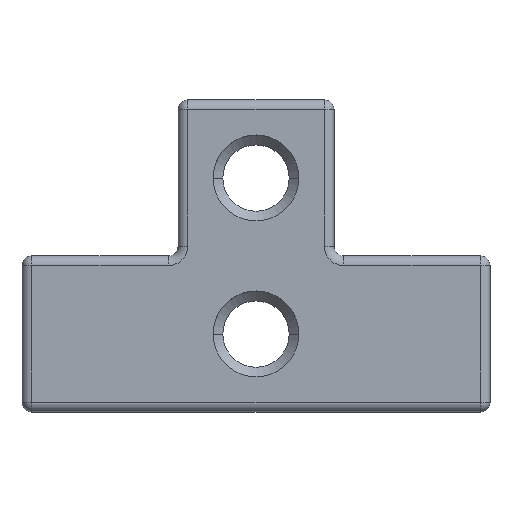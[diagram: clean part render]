
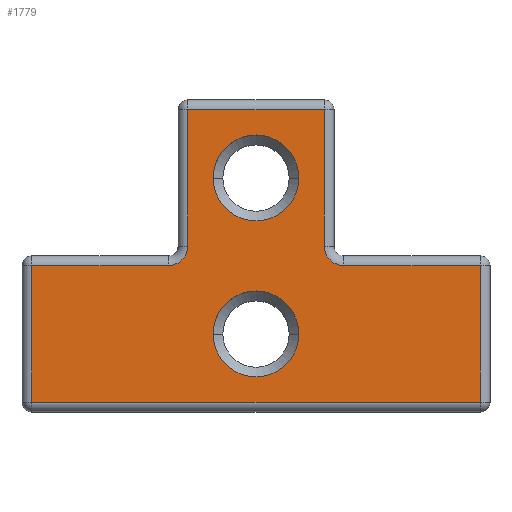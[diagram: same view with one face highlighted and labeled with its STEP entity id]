
A CAD part, top view. The second image highlights one B-rep face of the part: STEP entity #1779.
In plain terms, the highlighted planar face has unit normal (0, 0, 1).
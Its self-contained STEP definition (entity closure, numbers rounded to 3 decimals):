
#72 = FACE_OUTER_BOUND ( 'NONE', #1682, .T. ) ;
#75 = CARTESIAN_POINT ( 'NONE',  ( 3.5, 16., 8. ) ) ;
#88 = VECTOR ( 'NONE', #1552, 1000. ) ;
#114 = CARTESIAN_POINT ( 'NONE',  ( -11.5, 0.5, 8. ) ) ;
#116 = EDGE_CURVE ( 'NONE', #1703, #1330, #2006, .T. ) ;
#130 = AXIS2_PLACEMENT_3D ( 'NONE', #1803, #1474, #818 ) ;
#143 = VERTEX_POINT ( 'NONE', #194 ) ;
#194 = CARTESIAN_POINT ( 'NONE',  ( -4.5, 7.5, 8. ) ) ;
#197 = EDGE_CURVE ( 'NONE', #1330, #1703, #931, .T. ) ;
#210 = CARTESIAN_POINT ( 'NONE',  ( 3.5, 15.5, 8. ) ) ;
#213 = ORIENTED_EDGE ( 'NONE', *, *, #635, .T. ) ;
#221 = DIRECTION ( 'NONE',  ( 0., -1., 0. ) ) ;
#238 = EDGE_CURVE ( 'NONE', #1439, #751, #981, .T. ) ;
#247 = ORIENTED_EDGE ( 'NONE', *, *, #116, .F. ) ;
#250 = AXIS2_PLACEMENT_3D ( 'NONE', #1679, #1220, #1949 ) ;
#277 = AXIS2_PLACEMENT_3D ( 'NONE', #449, #1269, #1547 ) ;
#281 = ORIENTED_EDGE ( 'NONE', *, *, #393, .F. ) ;
#317 = DIRECTION ( 'NONE',  ( 0., 0., 1. ) ) ;
#335 = CIRCLE ( 'NONE', #771, 1. ) ;
#344 = LINE ( 'NONE', #1624, #813 ) ;
#364 = PLANE ( 'NONE',  #250 ) ;
#369 = ORIENTED_EDGE ( 'NONE', *, *, #1266, .F. ) ;
#378 = CARTESIAN_POINT ( 'NONE',  ( -11.5, 0., 8. ) ) ;
#393 = EDGE_CURVE ( 'NONE', #1274, #1013, #1418, .T. ) ;
#401 = VECTOR ( 'NONE', #1912, 1000. ) ;
#428 = EDGE_CURVE ( 'NONE', #143, #1439, #1428, .T. ) ;
#449 = CARTESIAN_POINT ( 'NONE',  ( 0., 4., 8. ) ) ;
#461 = CARTESIAN_POINT ( 'NONE',  ( -2.2, 4., 8. ) ) ;
#474 = AXIS2_PLACEMENT_3D ( 'NONE', #1580, #317, #1382 ) ;
#583 = ORIENTED_EDGE ( 'NONE', *, *, #197, .F. ) ;
#635 = EDGE_CURVE ( 'NONE', #1640, #1359, #344, .T. ) ;
#645 = CARTESIAN_POINT ( 'NONE',  ( 2.2, 12., 8. ) ) ;
#651 = VECTOR ( 'NONE', #221, 1000. ) ;
#695 = EDGE_LOOP ( 'NONE', ( #247, #583 ) ) ;
#700 = CARTESIAN_POINT ( 'NONE',  ( -4.5, 8.5, 8. ) ) ;
#707 = LINE ( 'NONE', #75, #1829 ) ;
#751 = VERTEX_POINT ( 'NONE', #114 ) ;
#760 = EDGE_CURVE ( 'NONE', #1806, #1944, #1327, .T. ) ;
#771 = AXIS2_PLACEMENT_3D ( 'NONE', #700, #1325, #1370 ) ;
#775 = VECTOR ( 'NONE', #1678, 1000. ) ;
#783 = VERTEX_POINT ( 'NONE', #863 ) ;
#813 = VECTOR ( 'NONE', #1007, 1000. ) ;
#818 = DIRECTION ( 'NONE',  ( 1., 0., 0. ) ) ;
#837 = DIRECTION ( 'NONE',  ( 1., 0., 0. ) ) ;
#845 = DIRECTION ( 'NONE',  ( 0., 0., 1. ) ) ;
#863 = CARTESIAN_POINT ( 'NONE',  ( 4.5, 7.5, 8. ) ) ;
#902 = ORIENTED_EDGE ( 'NONE', *, *, #961, .F. ) ;
#905 = CARTESIAN_POINT ( 'NONE',  ( -2.2, 12., 8. ) ) ;
#918 = EDGE_LOOP ( 'NONE', ( #281, #902 ) ) ;
#927 = EDGE_CURVE ( 'NONE', #1868, #783, #1800, .T. ) ;
#931 = CIRCLE ( 'NONE', #130, 2.2 ) ;
#961 = EDGE_CURVE ( 'NONE', #1013, #1274, #1180, .T. ) ;
#965 = ORIENTED_EDGE ( 'NONE', *, *, #760, .T. ) ;
#981 = LINE ( 'NONE', #378, #1975 ) ;
#1001 = ORIENTED_EDGE ( 'NONE', *, *, #238, .T. ) ;
#1007 = DIRECTION ( 'NONE',  ( 0., 1., 0. ) ) ;
#1013 = VERTEX_POINT ( 'NONE', #461 ) ;
#1063 = VERTEX_POINT ( 'NONE', #1780 ) ;
#1064 = DIRECTION ( 'NONE',  ( 1., 0., 0. ) ) ;
#1088 = CARTESIAN_POINT ( 'NONE',  ( 11.5, 7.5, 8. ) ) ;
#1125 = CARTESIAN_POINT ( 'NONE',  ( 11.5, 0.5, 8. ) ) ;
#1127 = ORIENTED_EDGE ( 'NONE', *, *, #927, .F. ) ;
#1180 = CIRCLE ( 'NONE', #277, 2.2 ) ;
#1203 = ORIENTED_EDGE ( 'NONE', *, *, #1366, .T. ) ;
#1220 = DIRECTION ( 'NONE',  ( 0., 0., 1. ) ) ;
#1223 = CARTESIAN_POINT ( 'NONE',  ( 0., 4., 8. ) ) ;
#1239 = CARTESIAN_POINT ( 'NONE',  ( 3.5, 8.5, 8. ) ) ;
#1246 = LINE ( 'NONE', #1705, #1764 ) ;
#1266 = EDGE_CURVE ( 'NONE', #143, #1063, #335, .T. ) ;
#1269 = DIRECTION ( 'NONE',  ( 0., 0., 1. ) ) ;
#1274 = VERTEX_POINT ( 'NONE', #1947 ) ;
#1287 = LINE ( 'NONE', #1786, #401 ) ;
#1302 = ORIENTED_EDGE ( 'NONE', *, *, #1478, .T. ) ;
#1325 = DIRECTION ( 'NONE',  ( 0., 0., 1. ) ) ;
#1327 = LINE ( 'NONE', #1665, #775 ) ;
#1330 = VERTEX_POINT ( 'NONE', #905 ) ;
#1331 = DIRECTION ( 'NONE',  ( 0., 1., 0. ) ) ;
#1353 = FACE_BOUND ( 'NONE', #918, .T. ) ;
#1359 = VERTEX_POINT ( 'NONE', #1088 ) ;
#1366 = EDGE_CURVE ( 'NONE', #751, #1640, #1246, .T. ) ;
#1370 = DIRECTION ( 'NONE',  ( 1., 0., 0. ) ) ;
#1373 = LINE ( 'NONE', #1980, #651 ) ;
#1382 = DIRECTION ( 'NONE',  ( 1., 0., 0. ) ) ;
#1418 = CIRCLE ( 'NONE', #1513, 2.2 ) ;
#1428 = LINE ( 'NONE', #1573, #88 ) ;
#1439 = VERTEX_POINT ( 'NONE', #1629 ) ;
#1474 = DIRECTION ( 'NONE',  ( 0., 0., 1. ) ) ;
#1478 = EDGE_CURVE ( 'NONE', #1868, #1806, #707, .T. ) ;
#1513 = AXIS2_PLACEMENT_3D ( 'NONE', #1223, #1689, #1540 ) ;
#1527 = AXIS2_PLACEMENT_3D ( 'NONE', #1887, #845, #837 ) ;
#1540 = DIRECTION ( 'NONE',  ( 1., 0., 0. ) ) ;
#1547 = DIRECTION ( 'NONE',  ( 1., 0., 0. ) ) ;
#1550 = CARTESIAN_POINT ( 'NONE',  ( -3.5, 15.5, 8. ) ) ;
#1552 = DIRECTION ( 'NONE',  ( -1., 0., 0. ) ) ;
#1563 = ORIENTED_EDGE ( 'NONE', *, *, #428, .T. ) ;
#1569 = EDGE_CURVE ( 'NONE', #1359, #783, #1287, .T. ) ;
#1573 = CARTESIAN_POINT ( 'NONE',  ( -12., 7.5, 8. ) ) ;
#1580 = CARTESIAN_POINT ( 'NONE',  ( 4.5, 8.5, 8. ) ) ;
#1624 = CARTESIAN_POINT ( 'NONE',  ( 11.5, 8., 8. ) ) ;
#1629 = CARTESIAN_POINT ( 'NONE',  ( -11.5, 7.5, 8. ) ) ;
#1640 = VERTEX_POINT ( 'NONE', #1125 ) ;
#1665 = CARTESIAN_POINT ( 'NONE',  ( -4., 15.5, 8. ) ) ;
#1678 = DIRECTION ( 'NONE',  ( -1., 0., 0. ) ) ;
#1679 = CARTESIAN_POINT ( 'NONE',  ( 0., 0., 8. ) ) ;
#1682 = EDGE_LOOP ( 'NONE', ( #213, #1995, #1127, #1302, #965, #1718, #369, #1563, #1001, #1203 ) ) ;
#1689 = DIRECTION ( 'NONE',  ( 0., 0., 1. ) ) ;
#1703 = VERTEX_POINT ( 'NONE', #645 ) ;
#1705 = CARTESIAN_POINT ( 'NONE',  ( 12., 0.5, 8. ) ) ;
#1718 = ORIENTED_EDGE ( 'NONE', *, *, #1777, .T. ) ;
#1764 = VECTOR ( 'NONE', #1064, 1000. ) ;
#1777 = EDGE_CURVE ( 'NONE', #1944, #1063, #1373, .T. ) ;
#1779 = ADVANCED_FACE ( 'NONE', ( #72, #1353, #1991 ), #364, .T. ) ;
#1780 = CARTESIAN_POINT ( 'NONE',  ( -3.5, 8.5, 8. ) ) ;
#1786 = CARTESIAN_POINT ( 'NONE',  ( 4., 7.5, 8. ) ) ;
#1800 = CIRCLE ( 'NONE', #474, 1. ) ;
#1803 = CARTESIAN_POINT ( 'NONE',  ( 0., 12., 8. ) ) ;
#1806 = VERTEX_POINT ( 'NONE', #210 ) ;
#1829 = VECTOR ( 'NONE', #1331, 1000. ) ;
#1868 = VERTEX_POINT ( 'NONE', #1239 ) ;
#1887 = CARTESIAN_POINT ( 'NONE',  ( 0., 12., 8. ) ) ;
#1912 = DIRECTION ( 'NONE',  ( -1., 0., 0. ) ) ;
#1943 = DIRECTION ( 'NONE',  ( 0., -1., 0. ) ) ;
#1944 = VERTEX_POINT ( 'NONE', #1550 ) ;
#1947 = CARTESIAN_POINT ( 'NONE',  ( 2.2, 4., 8. ) ) ;
#1949 = DIRECTION ( 'NONE',  ( 1., 0., 0. ) ) ;
#1975 = VECTOR ( 'NONE', #1943, 1000. ) ;
#1980 = CARTESIAN_POINT ( 'NONE',  ( -3.5, 8., 8. ) ) ;
#1991 = FACE_BOUND ( 'NONE', #695, .T. ) ;
#1995 = ORIENTED_EDGE ( 'NONE', *, *, #1569, .T. ) ;
#2006 = CIRCLE ( 'NONE', #1527, 2.2 ) ;
